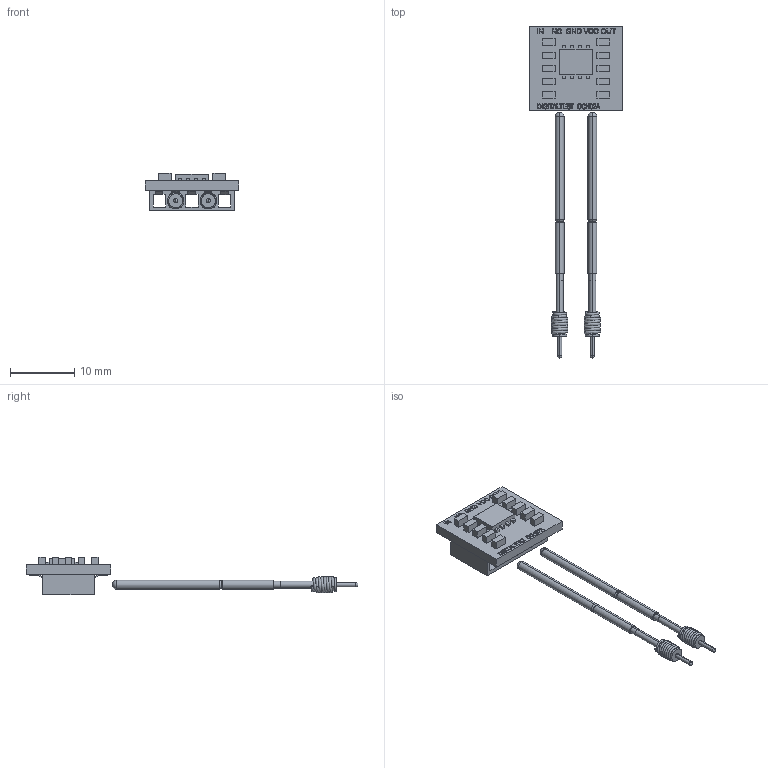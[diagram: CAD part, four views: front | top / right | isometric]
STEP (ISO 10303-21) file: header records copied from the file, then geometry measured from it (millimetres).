
FILE_DESCRIPTION (( 'STEP AP214' ), '1' );
FILE_NAME ('INGUN_54770.STEP', '2024-10-30T12:27:39', ( '' ), ( '' ), 'SwSTEP 2.0', 'SolidWorks 2023', '' );
FILE_SCHEMA (( 'AUTOMOTIVE_DESIGN' ));
Length unit declared in the file: millimetre
Products named in the file (3): 18746~0_S; GKS-925TJA1000-S__ADA~gks_S; INGUN_54770
Assembly tree (3 placements, depth 2):
  INGUN_54770
    GKS-925TJA1000-S__ADA~gks_S  x2
    18746~0_S
Bounding box: 14.5 x 51.6 x 5.9 mm (x, y, z)
Volume: 641.6 mm3; surface area: 1423 mm2
Topology: 5 solids, 5 shells, 635 faces, 1686 edges, 1104 vertices
Faces by surface type: plane 416, bspline 139, cylinder 60, torus 16, cone 4
Entity records: 28543 total; most frequent: CARTESIAN_POINT 14917, ORIENTED_EDGE 3094, DIRECTION 2211, EDGE_CURVE 1547, VECTOR 1189, LINE 1189, VERTEX_POINT 1018, EDGE_LOOP 651
